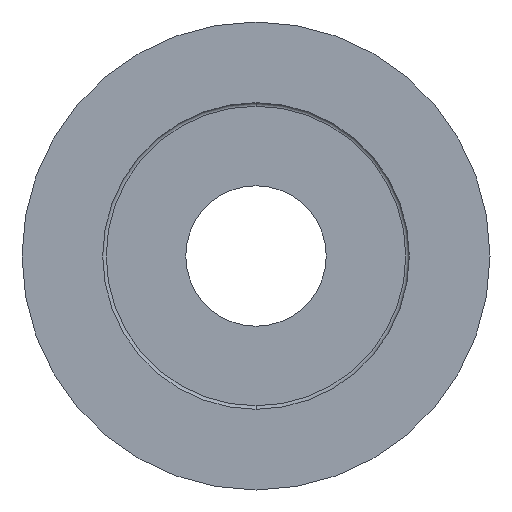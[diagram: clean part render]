
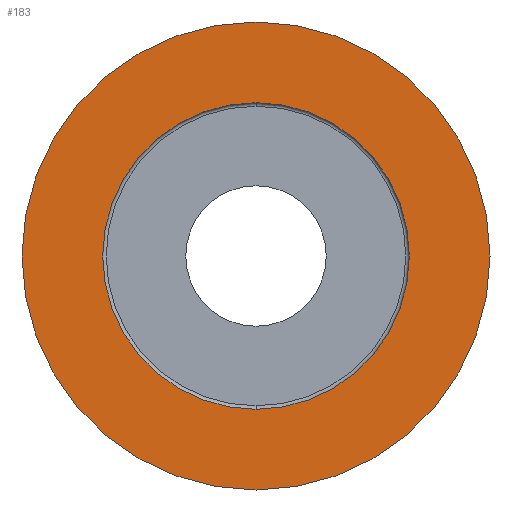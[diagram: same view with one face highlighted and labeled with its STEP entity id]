
A CAD part, front view. The second image highlights one B-rep face of the part: STEP entity #183.
In plain terms, the highlighted planar face has unit normal (0, -1, 0).
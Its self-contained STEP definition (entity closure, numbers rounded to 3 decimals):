
#1 = CIRCLE ( 'NONE', #511, 13.1 ) ;
#7 = AXIS2_PLACEMENT_3D ( 'NONE', #247, #643, #338 ) ;
#16 = CIRCLE ( 'NONE', #792, 20. ) ;
#71 = CARTESIAN_POINT ( 'NONE',  ( 0., 0., 20. ) ) ;
#77 = DIRECTION ( 'NONE',  ( 0., 0., -1. ) ) ;
#82 = EDGE_LOOP ( 'NONE', ( #252, #90 ) ) ;
#90 = ORIENTED_EDGE ( 'NONE', *, *, #135, .F. ) ;
#92 = EDGE_CURVE ( 'NONE', #584, #786, #16, .T. ) ;
#93 = FACE_BOUND ( 'NONE', #82, .T. ) ;
#118 = CARTESIAN_POINT ( 'NONE',  ( 0., 0., -20. ) ) ;
#135 = EDGE_CURVE ( 'NONE', #285, #435, #1, .T. ) ;
#151 = EDGE_LOOP ( 'NONE', ( #372, #785 ) ) ;
#183 = ADVANCED_FACE ( 'NONE', ( #619, #93 ), #450, .T. ) ;
#215 = CARTESIAN_POINT ( 'NONE',  ( 0., 0., 0. ) ) ;
#232 = DIRECTION ( 'NONE',  ( 0., -1., 0. ) ) ;
#247 = CARTESIAN_POINT ( 'NONE',  ( 0., 0., 0. ) ) ;
#252 = ORIENTED_EDGE ( 'NONE', *, *, #443, .F. ) ;
#285 = VERTEX_POINT ( 'NONE', #573 ) ;
#300 = CARTESIAN_POINT ( 'NONE',  ( 0., 0., 0. ) ) ;
#338 = DIRECTION ( 'NONE',  ( 0., 0., -1. ) ) ;
#372 = ORIENTED_EDGE ( 'NONE', *, *, #748, .T. ) ;
#392 = CARTESIAN_POINT ( 'NONE',  ( 0., 0., 0. ) ) ;
#408 = DIRECTION ( 'NONE',  ( 0., -1., 0. ) ) ;
#435 = VERTEX_POINT ( 'NONE', #492 ) ;
#443 = EDGE_CURVE ( 'NONE', #435, #285, #777, .T. ) ;
#450 = PLANE ( 'NONE',  #720 ) ;
#452 = DIRECTION ( 'NONE',  ( 0., 0., -1. ) ) ;
#479 = DIRECTION ( 'NONE',  ( 0., 0., -1. ) ) ;
#492 = CARTESIAN_POINT ( 'NONE',  ( 0., 0., -13.1 ) ) ;
#495 = CIRCLE ( 'NONE', #714, 20. ) ;
#511 = AXIS2_PLACEMENT_3D ( 'NONE', #215, #232, #607 ) ;
#573 = CARTESIAN_POINT ( 'NONE',  ( 0., 0., 13.1 ) ) ;
#584 = VERTEX_POINT ( 'NONE', #71 ) ;
#607 = DIRECTION ( 'NONE',  ( 0., 0., -1. ) ) ;
#619 = FACE_OUTER_BOUND ( 'NONE', #151, .T. ) ;
#643 = DIRECTION ( 'NONE',  ( 0., -1., 0. ) ) ;
#672 = CARTESIAN_POINT ( 'NONE',  ( 13.1, 0., 0. ) ) ;
#696 = DIRECTION ( 'NONE',  ( 0., -1., 0. ) ) ;
#714 = AXIS2_PLACEMENT_3D ( 'NONE', #392, #806, #452 ) ;
#720 = AXIS2_PLACEMENT_3D ( 'NONE', #672, #696, #77 ) ;
#748 = EDGE_CURVE ( 'NONE', #786, #584, #495, .T. ) ;
#777 = CIRCLE ( 'NONE', #7, 13.1 ) ;
#785 = ORIENTED_EDGE ( 'NONE', *, *, #92, .T. ) ;
#786 = VERTEX_POINT ( 'NONE', #118 ) ;
#792 = AXIS2_PLACEMENT_3D ( 'NONE', #300, #408, #479 ) ;
#806 = DIRECTION ( 'NONE',  ( 0., -1., 0. ) ) ;
